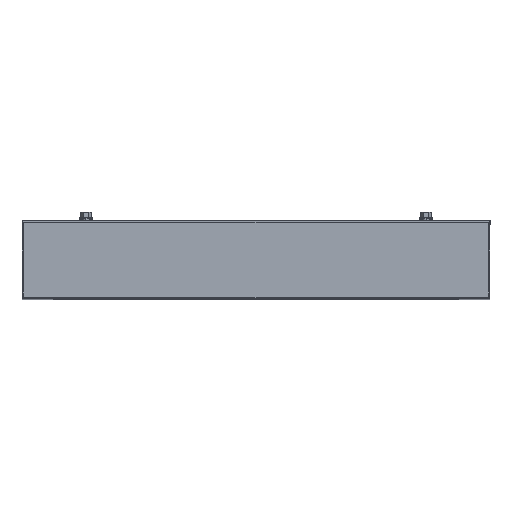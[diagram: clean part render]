
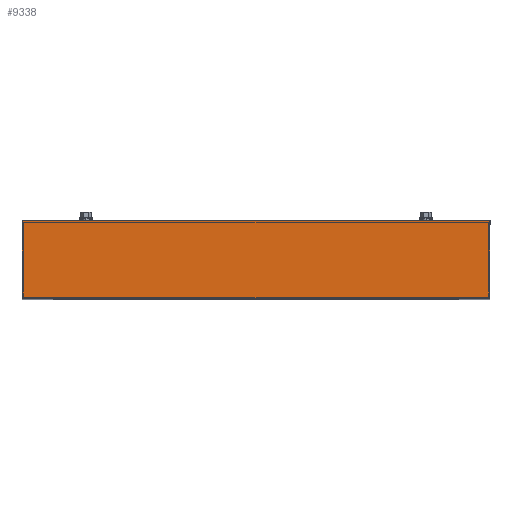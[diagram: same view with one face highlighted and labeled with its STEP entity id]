
A CAD part, top view. The second image highlights one B-rep face of the part: STEP entity #9338.
In plain terms, the highlighted face is planar.
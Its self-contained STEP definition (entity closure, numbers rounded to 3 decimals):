
#75 = EDGE_CURVE ( 'NONE', #4013, #5842, #7378, .T. ) ;
#267 = CARTESIAN_POINT ( 'NONE',  ( 0., 50., 0. ) ) ;
#284 = ORIENTED_EDGE ( 'NONE', *, *, #6218, .F. ) ;
#532 = LINE ( 'NONE', #4243, #1936 ) ;
#898 = VERTEX_POINT ( 'NONE', #6998 ) ;
#1243 = LINE ( 'NONE', #2909, #9661 ) ;
#1657 = EDGE_LOOP ( 'NONE', ( #5212, #2874, #4519, #284 ) ) ;
#1936 = VECTOR ( 'NONE', #2080, 1000. ) ;
#1937 = VECTOR ( 'NONE', #5639, 1000. ) ;
#1947 = DIRECTION ( 'NONE',  ( -1., 0., 0. ) ) ;
#2080 = DIRECTION ( 'NONE',  ( 0., 1., 0. ) ) ;
#2437 = EDGE_CURVE ( 'NONE', #3617, #4013, #6449, .T. ) ;
#2874 = ORIENTED_EDGE ( 'NONE', *, *, #2437, .F. ) ;
#2909 = CARTESIAN_POINT ( 'NONE',  ( 0., -50., 0. ) ) ;
#3617 = VERTEX_POINT ( 'NONE', #7801 ) ;
#4013 = VERTEX_POINT ( 'NONE', #267 ) ;
#4046 = CARTESIAN_POINT ( 'NONE',  ( 0., -50., 0. ) ) ;
#4209 = DIRECTION ( 'NONE',  ( 1., 0., 0. ) ) ;
#4243 = CARTESIAN_POINT ( 'NONE',  ( 600., 50., 0. ) ) ;
#4519 = ORIENTED_EDGE ( 'NONE', *, *, #6696, .F. ) ;
#4920 = CARTESIAN_POINT ( 'NONE',  ( 0., 50., 0. ) ) ;
#5163 = VECTOR ( 'NONE', #1947, 1000. ) ;
#5212 = ORIENTED_EDGE ( 'NONE', *, *, #75, .F. ) ;
#5621 = DIRECTION ( 'NONE',  ( 0., 0., 1. ) ) ;
#5639 = DIRECTION ( 'NONE',  ( 0., -1., 0. ) ) ;
#5842 = VERTEX_POINT ( 'NONE', #4046 ) ;
#6218 = EDGE_CURVE ( 'NONE', #5842, #898, #1243, .T. ) ;
#6342 = CARTESIAN_POINT ( 'NONE',  ( 0., 50., 0. ) ) ;
#6449 = LINE ( 'NONE', #6342, #5163 ) ;
#6507 = FACE_OUTER_BOUND ( 'NONE', #1657, .T. ) ;
#6696 = EDGE_CURVE ( 'NONE', #898, #3617, #532, .T. ) ;
#6998 = CARTESIAN_POINT ( 'NONE',  ( 600., -50., 0. ) ) ;
#7378 = LINE ( 'NONE', #4920, #1937 ) ;
#7801 = CARTESIAN_POINT ( 'NONE',  ( 600., 50., 0. ) ) ;
#7992 = AXIS2_PLACEMENT_3D ( 'NONE', #8664, #5621, #4209 ) ;
#8664 = CARTESIAN_POINT ( 'NONE',  ( 0., 0., 0. ) ) ;
#9067 = DIRECTION ( 'NONE',  ( 1., 0., 0. ) ) ;
#9338 = ADVANCED_FACE ( 'NONE', ( #6507 ), #9471, .F. ) ;
#9471 = PLANE ( 'NONE',  #7992 ) ;
#9661 = VECTOR ( 'NONE', #9067, 1000. ) ;
